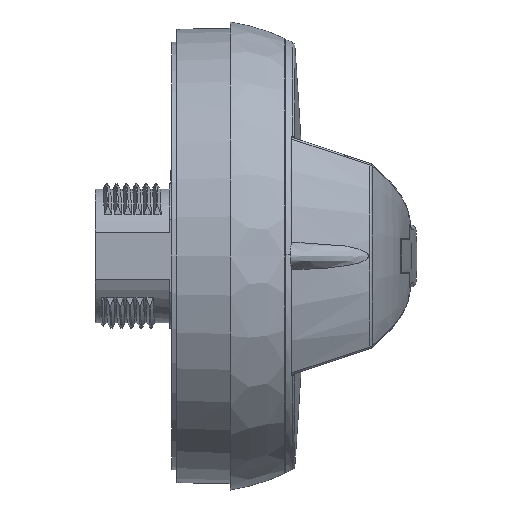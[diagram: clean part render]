
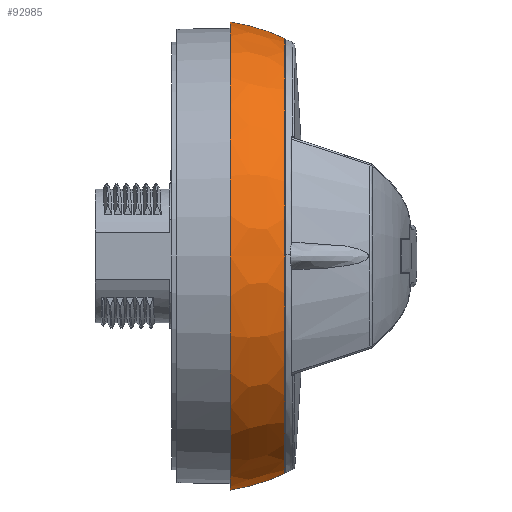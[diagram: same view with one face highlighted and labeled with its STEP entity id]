
A CAD part, left-side view. The second image highlights one B-rep face of the part: STEP entity #92985.
In plain terms, the highlighted toroidal (fillet/blend) face has major radius 6.917 mm and minor radius 28.933 mm.
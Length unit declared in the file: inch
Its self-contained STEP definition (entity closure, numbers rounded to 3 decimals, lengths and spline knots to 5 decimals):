
#4813 = VERTEX_POINT ( 'NONE', #108144 ) ;
#12354 = DIRECTION ( 'NONE',  ( 0., 0., -1. ) ) ;
#27815 = CIRCLE ( 'NONE', #105811, 1.39988 ) ;
#28086 = CARTESIAN_POINT ( 'NONE',  ( 0.14645, -0.34845, -0.09645 ) ) ;
#28431 = DIRECTION ( 'NONE',  ( 1., 0., 0. ) ) ;
#30421 = AXIS2_PLACEMENT_3D ( 'NONE', #97435, #28431, #108992 ) ;
#33852 = VERTEX_POINT ( 'NONE', #48000 ) ;
#39614 = ORIENTED_EDGE ( 'NONE', *, *, #122730, .T. ) ;
#39676 = DIRECTION ( 'NONE',  ( 0., 0., -1. ) ) ;
#40648 = EDGE_CURVE ( 'NONE', #33852, #4813, #120355, .T. ) ;
#42298 = EDGE_LOOP ( 'NONE', ( #103515, #59900, #39614, #141840 ) ) ;
#42775 = AXIS2_PLACEMENT_3D ( 'NONE', #65144, #145742, #76761 ) ;
#44752 = VERTEX_POINT ( 'NONE', #87932 ) ;
#46645 = CARTESIAN_POINT ( 'NONE',  ( 0.14645, -0.6752, -0.09645 ) ) ;
#48000 = CARTESIAN_POINT ( 'NONE',  ( 0.14645, -0.6752, 1.20491 ) ) ;
#49510 = AXIS2_PLACEMENT_3D ( 'NONE', #104129, #81451, #12354 ) ;
#58265 = DIRECTION ( 'NONE',  ( 0., 0., -1. ) ) ;
#59900 = ORIENTED_EDGE ( 'NONE', *, *, #40648, .T. ) ;
#60656 = CARTESIAN_POINT ( 'NONE',  ( 0.14645, -0.34845, -1.49633 ) ) ;
#62651 = VERTEX_POINT ( 'NONE', #60656 ) ;
#65144 = CARTESIAN_POINT ( 'NONE',  ( 0.14645, -0.1867, 0.17587 ) ) ;
#76761 = DIRECTION ( 'NONE',  ( 0., 0., 1. ) ) ;
#78325 = EDGE_CURVE ( 'NONE', #44752, #62651, #130098, .T. ) ;
#81451 = DIRECTION ( 'NONE',  ( 0., 1., 0. ) ) ;
#87932 = CARTESIAN_POINT ( 'NONE',  ( 0.14645, -0.6752, -1.39782 ) ) ;
#92978 = FACE_OUTER_BOUND ( 'NONE', #42298, .T. ) ;
#92985 = ADVANCED_FACE ( 'NONE', ( #92978 ), #109116, .T. ) ;
#97254 = AXIS2_PLACEMENT_3D ( 'NONE', #46645, #127201, #58265 ) ;
#97435 = CARTESIAN_POINT ( 'NONE',  ( 0.14645, -0.1867, -0.36878 ) ) ;
#103515 = ORIENTED_EDGE ( 'NONE', *, *, #130184, .T. ) ;
#104129 = CARTESIAN_POINT ( 'NONE',  ( 0.14645, -0.1867, -0.09645 ) ) ;
#105811 = AXIS2_PLACEMENT_3D ( 'NONE', #28086, #108651, #39676 ) ;
#108144 = CARTESIAN_POINT ( 'NONE',  ( 0.14645, -0.34845, 1.30343 ) ) ;
#108651 = DIRECTION ( 'NONE',  ( 0., -1., 0. ) ) ;
#108992 = DIRECTION ( 'NONE',  ( 0., 0., -1. ) ) ;
#109116 = TOROIDAL_SURFACE ( 'NONE', #49510, 0.27233, 1.1391 ) ;
#120355 = CIRCLE ( 'NONE', #42775, 1.1391 ) ;
#122730 = EDGE_CURVE ( 'NONE', #4813, #62651, #27815, .T. ) ;
#123690 = CIRCLE ( 'NONE', #97254, 1.30136 ) ;
#127201 = DIRECTION ( 'NONE',  ( 0., 1., 0. ) ) ;
#130098 = CIRCLE ( 'NONE', #30421, 1.1391 ) ;
#130184 = EDGE_CURVE ( 'NONE', #44752, #33852, #123690, .T. ) ;
#141840 = ORIENTED_EDGE ( 'NONE', *, *, #78325, .F. ) ;
#145742 = DIRECTION ( 'NONE',  ( -1., 0., 0. ) ) ;
